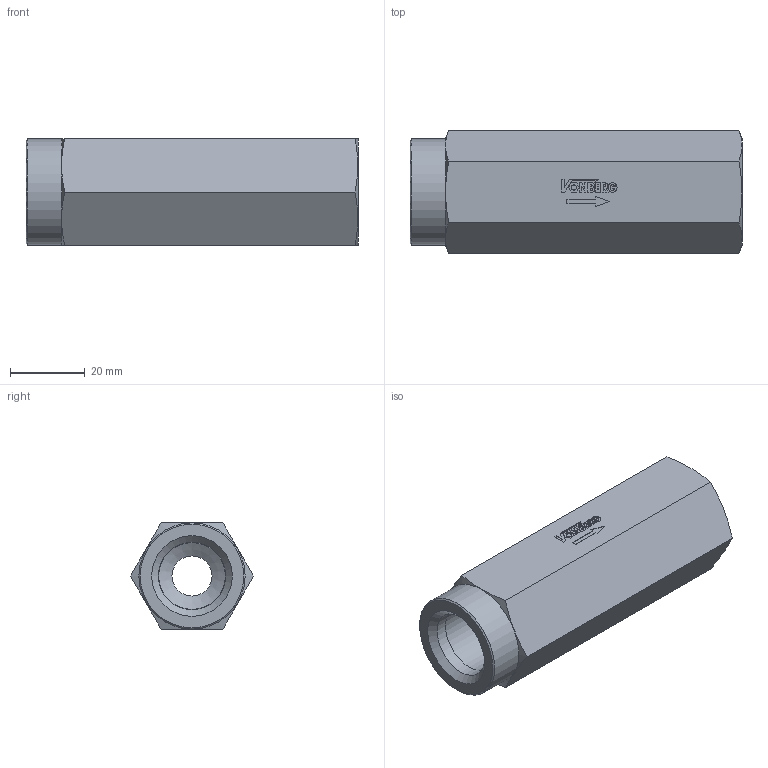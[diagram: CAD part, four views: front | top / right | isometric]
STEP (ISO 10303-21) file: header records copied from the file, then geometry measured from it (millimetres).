
FILE_DESCRIPTION((''),'2;1');
FILE_NAME('15301-104.stp','2015-01-02T16:22:25',('jml'),(''),'Autodesk Inventor 2010','Autodesk Inventor 2010','');
FILE_SCHEMA(('AUTOMOTIVE_DESIGN { 1 0 10303 214 1 1 1 1 }'));
Length unit declared in the file: inch
Products named in the file (1): 15301-104
Bounding box: 88.9 x 33 x 28.57 mm (x, y, z)
Volume: 44948 mm3; surface area: 13882.8 mm2
Topology: 1 solids, 1 shells, 119 faces, 307 edges, 203 vertices
Faces by surface type: plane 91, cylinder 19, cone 9
Full cylindrical faces by diameter (mm): 1.392 x1, 10.719 x1, 17.856 x2, 28.448 x1
Entity records: 3580 total; most frequent: CARTESIAN_POINT 626, ORIENTED_EDGE 572, DIRECTION 558, EDGE_CURVE 286, VECTOR 230, LINE 230, VERTEX_POINT 196, AXIS2_PLACEMENT_3D 164
